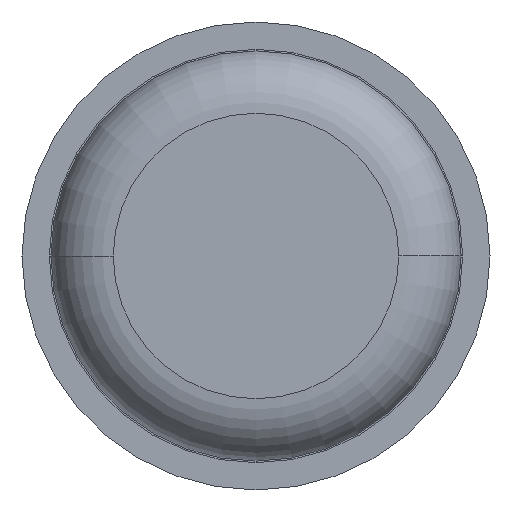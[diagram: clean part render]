
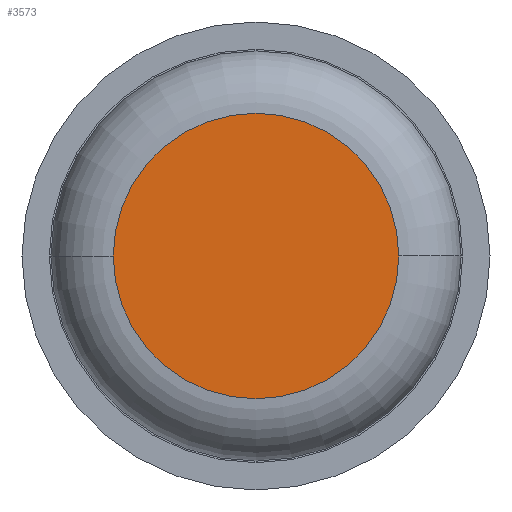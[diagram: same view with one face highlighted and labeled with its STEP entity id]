
A CAD part, front view. The second image highlights one B-rep face of the part: STEP entity #3573.
In plain terms, the highlighted planar face has unit normal (0, -1, 0).
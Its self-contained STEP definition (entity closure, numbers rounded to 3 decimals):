
#119 = ORIENTED_EDGE ( 'NONE', *, *, #2990, .T. ) ;
#136 = EDGE_CURVE ( 'Defeature ausgef�hrt1_6+Defeature ausgef�hrt1_7+Defeature ausgef�hrt1_7+Defeature ausgef�hrt1_7', #1379, #539, #1733, .T. ) ;
#371 = AXIS2_PLACEMENT_3D ( 'NONE', #2950, #1419, #1075 ) ;
#526 = AXIS2_PLACEMENT_3D ( 'NONE', #655, #2530, #636 ) ;
#539 = VERTEX_POINT ( 'NONE', #2556 ) ;
#636 = DIRECTION ( 'NONE',  ( -1., 0., 0. ) ) ;
#655 = CARTESIAN_POINT ( 'NONE',  ( 0., 0., 0. ) ) ;
#767 = PLANE ( 'NONE',  #371 ) ;
#1075 = DIRECTION ( 'NONE',  ( -1., 0., 0. ) ) ;
#1379 = VERTEX_POINT ( 'NONE', #2094 ) ;
#1419 = DIRECTION ( 'NONE',  ( 0., 1., 0. ) ) ;
#1551 = FACE_OUTER_BOUND ( 'NONE', #1610, .T. ) ;
#1576 = AXIS2_PLACEMENT_3D ( 'NONE', #3749, #3472, #3764 ) ;
#1598 = ORIENTED_EDGE ( 'NONE', *, *, #136, .T. ) ;
#1610 = EDGE_LOOP ( 'NONE', ( #1598, #119 ) ) ;
#1733 = CIRCLE ( 'NONE', #1576, 0.915 ) ;
#2094 = CARTESIAN_POINT ( 'NONE',  ( -0.915, 0., 0. ) ) ;
#2530 = DIRECTION ( 'NONE',  ( 0., -1., 0. ) ) ;
#2556 = CARTESIAN_POINT ( 'NONE',  ( 0.915, 0., 0. ) ) ;
#2950 = CARTESIAN_POINT ( 'NONE',  ( 0., 0., 0. ) ) ;
#2962 = CIRCLE ( 'NONE', #526, 0.915 ) ;
#2990 = EDGE_CURVE ( 'Defeature ausgef�hrt1_6+Defeature ausgef�hrt1_7+Defeature ausgef�hrt1_7+Defeature ausgef�hrt1_7', #539, #1379, #2962, .T. ) ;
#3472 = DIRECTION ( 'NONE',  ( 0., -1., 0. ) ) ;
#3573 = ADVANCED_FACE ( 'Defeature ausgef�hrt1_6', ( #1551 ), #767, .F. ) ;
#3749 = CARTESIAN_POINT ( 'NONE',  ( 0., 0., 0. ) ) ;
#3764 = DIRECTION ( 'NONE',  ( -1., 0., 0. ) ) ;
